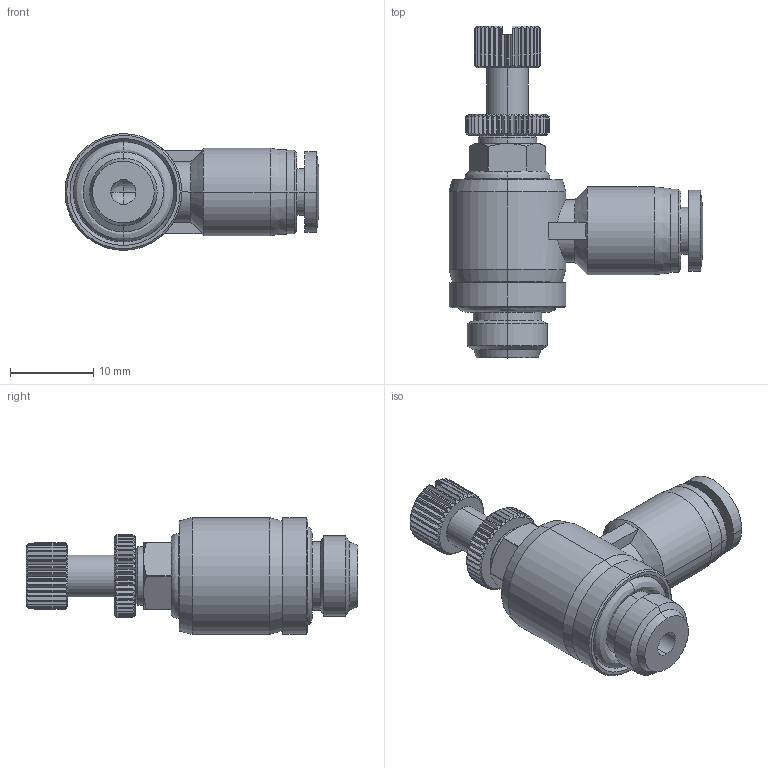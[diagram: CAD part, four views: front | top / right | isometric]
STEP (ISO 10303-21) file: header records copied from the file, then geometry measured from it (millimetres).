
FILE_DESCRIPTION (( 'STEP AP214' ), '1' );
FILE_NAME ('FVR4M-18G.step', '2016-02-24T20:34:35', ( '' ), ( '' ), 'SwSTEP 2.0', 'SolidWorks 2015', '' );
FILE_SCHEMA (( 'AUTOMOTIVE_DESIGN' ));
Length unit declared in the file: inch
Products named in the file (1): FVR4M-18G
Bounding box: 30.45 x 39.8 x 14 mm (x, y, z)
Volume: 4413.7 mm3; surface area: 3220.1 mm2
Topology: 2 solids, 2 shells, 511 faces, 1130 edges, 635 vertices
Faces by surface type: plane 192, cone 188, cylinder 121, bspline 8, torus 2
Entity records: 14340 total; most frequent: CARTESIAN_POINT 3532, ORIENTED_EDGE 2256, DIRECTION 2241, EDGE_CURVE 1128, AXIS2_PLACEMENT_3D 950, VERTEX_POINT 635, EDGE_LOOP 529, ADVANCED_FACE 511
